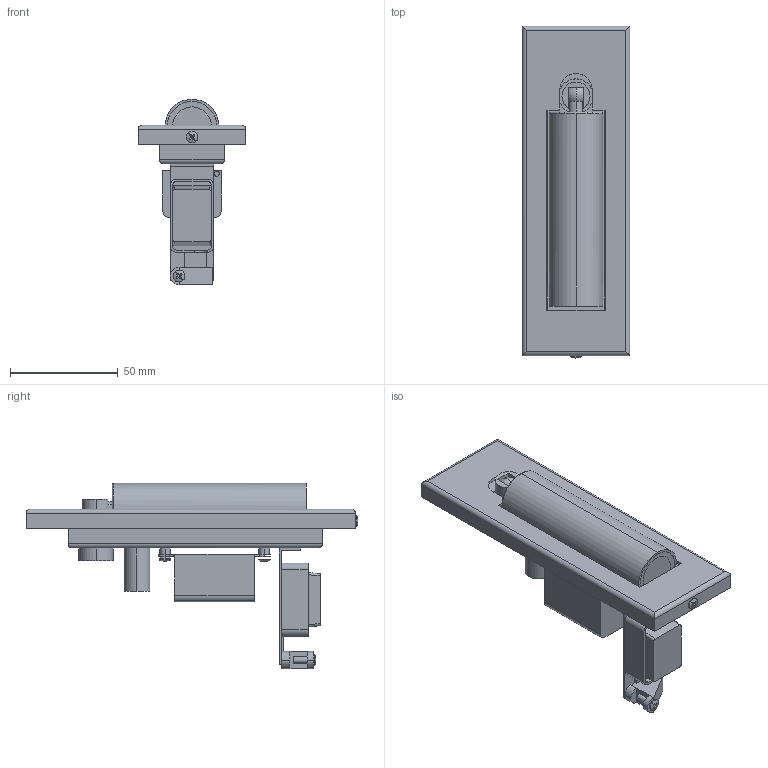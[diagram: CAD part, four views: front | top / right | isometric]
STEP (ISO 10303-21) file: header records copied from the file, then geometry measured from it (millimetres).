
FILE_DESCRIPTION (( 'STEP AP203' ), '1' );
FILE_NAME ('LED 5 2_exported.step', '2025-03-09T05:26:05', ( '' ), ( '' ), 'SwSTEP 2.0', 'SolidWorks 2024', '' );
FILE_SCHEMA (( 'CONFIG_CONTROL_DESIGN' ));
Length unit declared in the file: millimetre
Products named in the file (1): LED 5 2_exported
Bounding box: 50 x 154.06 x 86 mm (x, y, z)
Surface area: 52428.5 mm2 (no closed solid volume)
Topology: 0 solids, 12 shells, 225 faces, 700 edges, 487 vertices
Faces by surface type: plane 124, cylinder 80, sphere 10, cone 8, torus 3
Entity records: 7880 total; most frequent: CARTESIAN_POINT 1596, DIRECTION 1348, ORIENTED_EDGE 1184, EDGE_CURVE 695, VERTEX_POINT 484, AXIS2_PLACEMENT_3D 482, VECTOR 384, LINE 384
